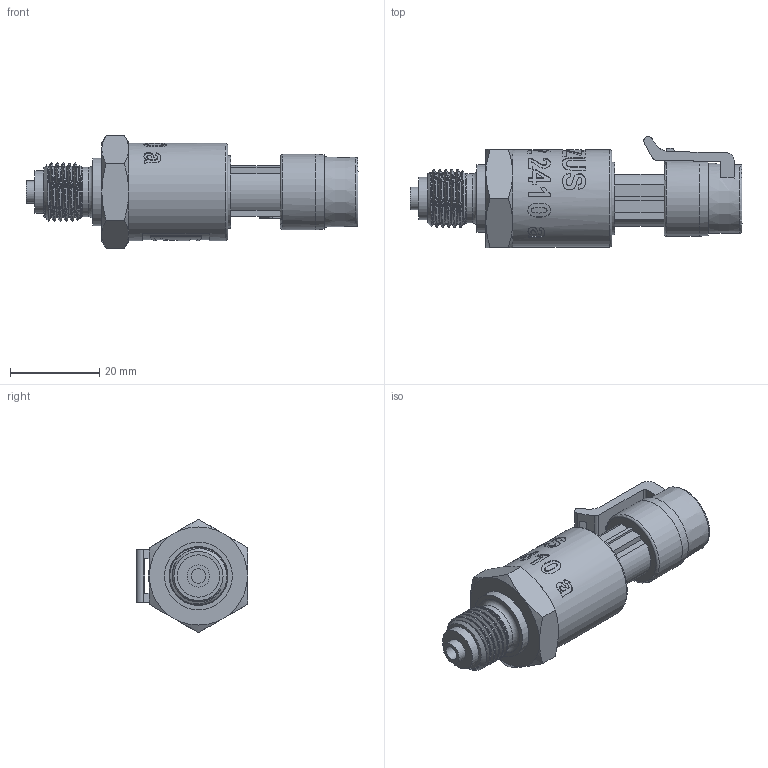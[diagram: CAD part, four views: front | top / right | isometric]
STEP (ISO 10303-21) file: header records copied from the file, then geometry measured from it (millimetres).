
FILE_DESCRIPTION(/* description */ (''),/* implementation_level */ '2;1');
FILE_NAME(/* name */ 'APZ2410a_G1''4EN_Pac.step',/* time_stamp */ '2021-07-15T11:59:02+03:00',/* author */ (''),/* organization */ (''),/* preprocessor_version */ 'ST-DEVELOPER v18.1',/* originating_system */ 'Autodesk Translation Framework v10.9.0.1377',/* authorisation */ '');
FILE_SCHEMA (('AUTOMOTIVE_DESIGN { 1 0 10303 214 3 1 1 }'));
Length unit declared in the file: millimetre
Products named in the file (4): АПЗ 2410 a - filled (not 100% correct
); G1/4 EN; Packard male v13; Packard female v5
Assembly tree (3 placements, depth 2):
  АПЗ 2410 a - filled (not 100% correct
)
    G1/4 EN
    Packard male v13
    Packard female v5
Bounding box: 74.4 x 24.89 x 25.4 mm (x, y, z)
Volume: 17308.9 mm3; surface area: 10692.7 mm2
Topology: 10 solids, 10 shells, 512 faces, 1312 edges, 869 vertices
Faces by surface type: bspline 250, plane 157, cylinder 66, cone 31, torus 8
Full cylindrical faces by diameter (mm): 1.5 x3, 3.3 x1, 5 x1, 9.5 x1, 10.123 x1, 11 x1, 11.445 x5, 12 x1, 12.623 x2, 13.9 x1, 15.2 x1, 16.2 x1, 16.9 x1, 18.2 x1, 19 x1, 20.2 x1, 21.2 x1, 21.8 x1
Entity records: 23236 total; most frequent: CARTESIAN_POINT 12343, ORIENTED_EDGE 2624, DIRECTION 1456, EDGE_CURVE 1312, VERTEX_POINT 869, LINE 574, VECTOR 574, EDGE_LOOP 573
